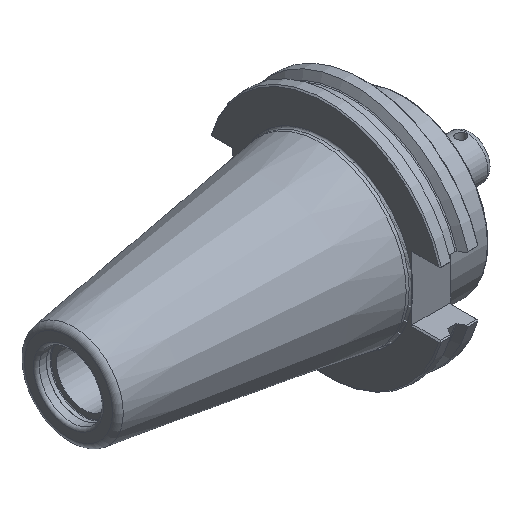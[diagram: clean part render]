
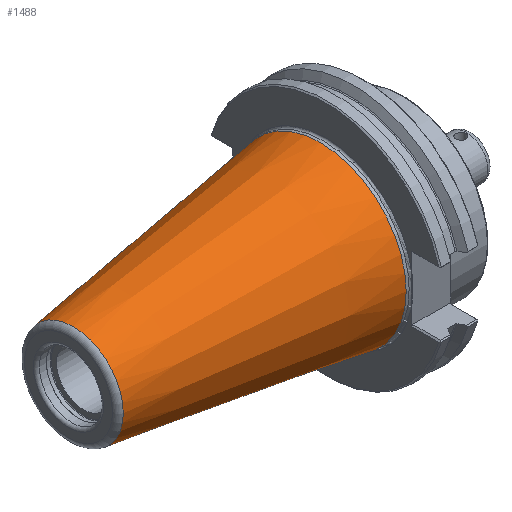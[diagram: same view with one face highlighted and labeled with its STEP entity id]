
A CAD part, isometric view. The second image highlights one B-rep face of the part: STEP entity #1488.
In plain terms, the highlighted conical face has half-angle 8.297 degrees and reference radius 27.749 mm.
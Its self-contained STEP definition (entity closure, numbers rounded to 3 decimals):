
#204=FACE_OUTER_BOUND('',#285,.T.);
#285=EDGE_LOOP('',(#1386,#1387,#1388,#1389,#1390,#1391,#1392));
#364=LINE('',#2825,#443);
#443=VECTOR('',#2118,27.749);
#541=CIRCLE('',#1679,20.396);
#542=CIRCLE('',#1680,20.396);
#543=CIRCLE('',#1681,20.396);
#545=CIRCLE('',#1684,35.1);
#546=CIRCLE('',#1685,35.1);
#702=VERTEX_POINT('',#2813);
#703=VERTEX_POINT('',#2814);
#704=VERTEX_POINT('',#2816);
#705=VERTEX_POINT('',#2821);
#706=VERTEX_POINT('',#2822);
#930=EDGE_CURVE('',#702,#703,#541,.T.);
#931=EDGE_CURVE('',#704,#702,#542,.T.);
#932=EDGE_CURVE('',#703,#704,#543,.T.);
#934=EDGE_CURVE('',#705,#706,#545,.T.);
#935=EDGE_CURVE('',#706,#705,#546,.T.);
#936=EDGE_CURVE('',#706,#704,#364,.T.);
#1386=ORIENTED_EDGE('',*,*,#934,.F.);
#1387=ORIENTED_EDGE('',*,*,#935,.F.);
#1388=ORIENTED_EDGE('',*,*,#936,.T.);
#1389=ORIENTED_EDGE('',*,*,#931,.T.);
#1390=ORIENTED_EDGE('',*,*,#930,.T.);
#1391=ORIENTED_EDGE('',*,*,#932,.T.);
#1392=ORIENTED_EDGE('',*,*,#936,.F.);
#1414=CONICAL_SURFACE('',#1683,27.749,0.145);
#1488=ADVANCED_FACE('',(#204),#1414,.T.);
#1679=AXIS2_PLACEMENT_3D('',#2815,#2104,#2105);
#1680=AXIS2_PLACEMENT_3D('',#2817,#2106,#2107);
#1681=AXIS2_PLACEMENT_3D('',#2818,#2108,#2109);
#1683=AXIS2_PLACEMENT_3D('',#2820,#2112,#2113);
#1684=AXIS2_PLACEMENT_3D('',#2823,#2114,#2115);
#1685=AXIS2_PLACEMENT_3D('',#2824,#2116,#2117);
#2104=DIRECTION('center_axis',(1.,0.,0.));
#2105=DIRECTION('ref_axis',(0.,0.,-1.));
#2106=DIRECTION('center_axis',(1.,0.,0.));
#2107=DIRECTION('ref_axis',(0.,0.,-1.));
#2108=DIRECTION('center_axis',(1.,0.,0.));
#2109=DIRECTION('ref_axis',(0.,0.,-1.));
#2112=DIRECTION('center_axis',(1.,0.,0.));
#2113=DIRECTION('ref_axis',(0.,1.,0.));
#2114=DIRECTION('center_axis',(1.,0.,0.));
#2115=DIRECTION('ref_axis',(0.,0.,-1.));
#2116=DIRECTION('center_axis',(1.,0.,0.));
#2117=DIRECTION('ref_axis',(0.,0.,-1.));
#2118=DIRECTION('',(-0.99,0.144,0.));
#2813=CARTESIAN_POINT('',(-99.633,20.396,0.));
#2814=CARTESIAN_POINT('',(-99.633,0.,20.396));
#2815=CARTESIAN_POINT('Origin',(-99.633,0.,0.));
#2816=CARTESIAN_POINT('',(-99.633,-20.396,0.));
#2817=CARTESIAN_POINT('Origin',(-99.633,0.,0.));
#2818=CARTESIAN_POINT('Origin',(-99.633,0.,0.));
#2820=CARTESIAN_POINT('Origin',(-49.229,0.,0.));
#2821=CARTESIAN_POINT('',(1.175,35.1,0.));
#2822=CARTESIAN_POINT('',(1.175,-35.1,0.));
#2823=CARTESIAN_POINT('Origin',(1.175,0.,0.));
#2824=CARTESIAN_POINT('Origin',(1.175,0.,0.));
#2825=CARTESIAN_POINT('',(-49.229,-27.749,0.));
